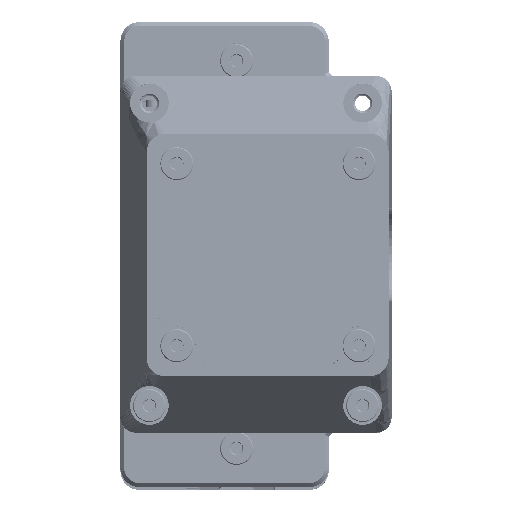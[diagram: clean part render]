
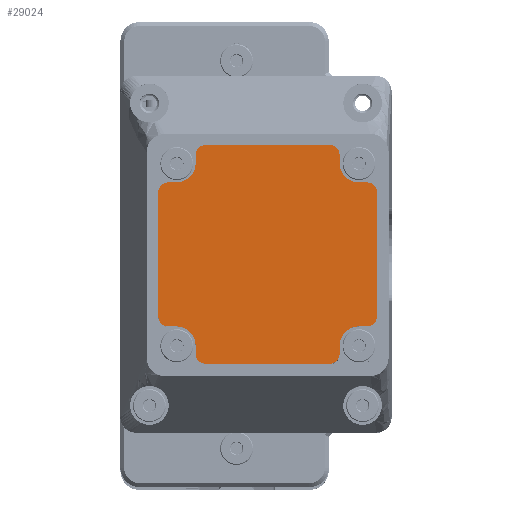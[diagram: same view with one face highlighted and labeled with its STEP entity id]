
A CAD part, top view. The second image highlights one B-rep face of the part: STEP entity #29024.
In plain terms, the highlighted face is planar.
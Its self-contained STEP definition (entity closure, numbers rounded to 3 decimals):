
#2174=PLANE('',#31357);
#3502=FACE_OUTER_BOUND('',#5311,.T.);
#5311=EDGE_LOOP('',(#24311,#24312,#24313,#24314,#24315,#24316,#24317,#24318,
#24319,#24320,#24321,#24322,#24323,#24324,#24325,#24326,#24327,#24328,#24329,
#24330,#24331,#24332,#24333,#24334));
#8070=LINE('',#48320,#10951);
#8071=LINE('',#48324,#10952);
#8072=LINE('',#48328,#10953);
#8073=LINE('',#48332,#10954);
#8074=LINE('',#48336,#10955);
#8075=LINE('',#48340,#10956);
#8076=LINE('',#48344,#10957);
#8077=LINE('',#48348,#10958);
#8078=LINE('',#48352,#10959);
#8079=LINE('',#48356,#10960);
#8080=LINE('',#48360,#10961);
#8081=LINE('',#48363,#10962);
#10951=VECTOR('',#37133,1000.);
#10952=VECTOR('',#37136,1000.);
#10953=VECTOR('',#37139,1000.);
#10954=VECTOR('',#37142,1000.);
#10955=VECTOR('',#37145,1000.);
#10956=VECTOR('',#37148,1000.);
#10957=VECTOR('',#37151,1000.);
#10958=VECTOR('',#37154,1000.);
#10959=VECTOR('',#37157,1000.);
#10960=VECTOR('',#37160,1000.);
#10961=VECTOR('',#37163,1000.);
#10962=VECTOR('',#37166,1000.);
#12417=CIRCLE('',#31358,2.5);
#12418=CIRCLE('',#31359,5.);
#12419=CIRCLE('',#31360,2.5);
#12420=CIRCLE('',#31361,2.5);
#12421=CIRCLE('',#31362,5.);
#12422=CIRCLE('',#31363,2.5);
#12423=CIRCLE('',#31364,2.5);
#12424=CIRCLE('',#31365,5.);
#12425=CIRCLE('',#31366,2.5);
#12426=CIRCLE('',#31367,2.5);
#12427=CIRCLE('',#31368,5.);
#12428=CIRCLE('',#31369,2.5);
#14417=VERTEX_POINT('',#48316);
#14418=VERTEX_POINT('',#48317);
#14419=VERTEX_POINT('',#48319);
#14420=VERTEX_POINT('',#48321);
#14421=VERTEX_POINT('',#48323);
#14422=VERTEX_POINT('',#48325);
#14423=VERTEX_POINT('',#48327);
#14424=VERTEX_POINT('',#48329);
#14425=VERTEX_POINT('',#48331);
#14426=VERTEX_POINT('',#48333);
#14427=VERTEX_POINT('',#48335);
#14428=VERTEX_POINT('',#48337);
#14429=VERTEX_POINT('',#48339);
#14430=VERTEX_POINT('',#48341);
#14431=VERTEX_POINT('',#48343);
#14432=VERTEX_POINT('',#48345);
#14433=VERTEX_POINT('',#48347);
#14434=VERTEX_POINT('',#48349);
#14435=VERTEX_POINT('',#48351);
#14436=VERTEX_POINT('',#48353);
#14437=VERTEX_POINT('',#48355);
#14438=VERTEX_POINT('',#48357);
#14439=VERTEX_POINT('',#48359);
#14440=VERTEX_POINT('',#48361);
#17864=EDGE_CURVE('',#14417,#14418,#12417,.T.);
#17865=EDGE_CURVE('',#14418,#14419,#8070,.T.);
#17866=EDGE_CURVE('',#14419,#14420,#12418,.T.);
#17867=EDGE_CURVE('',#14420,#14421,#8071,.T.);
#17868=EDGE_CURVE('',#14421,#14422,#12419,.T.);
#17869=EDGE_CURVE('',#14422,#14423,#8072,.T.);
#17870=EDGE_CURVE('',#14423,#14424,#12420,.T.);
#17871=EDGE_CURVE('',#14424,#14425,#8073,.T.);
#17872=EDGE_CURVE('',#14425,#14426,#12421,.T.);
#17873=EDGE_CURVE('',#14426,#14427,#8074,.T.);
#17874=EDGE_CURVE('',#14427,#14428,#12422,.T.);
#17875=EDGE_CURVE('',#14428,#14429,#8075,.T.);
#17876=EDGE_CURVE('',#14429,#14430,#12423,.T.);
#17877=EDGE_CURVE('',#14430,#14431,#8076,.T.);
#17878=EDGE_CURVE('',#14431,#14432,#12424,.T.);
#17879=EDGE_CURVE('',#14432,#14433,#8077,.T.);
#17880=EDGE_CURVE('',#14433,#14434,#12425,.T.);
#17881=EDGE_CURVE('',#14434,#14435,#8078,.T.);
#17882=EDGE_CURVE('',#14435,#14436,#12426,.T.);
#17883=EDGE_CURVE('',#14436,#14437,#8079,.T.);
#17884=EDGE_CURVE('',#14437,#14438,#12427,.T.);
#17885=EDGE_CURVE('',#14438,#14439,#8080,.T.);
#17886=EDGE_CURVE('',#14439,#14440,#12428,.T.);
#17887=EDGE_CURVE('',#14440,#14417,#8081,.T.);
#24311=ORIENTED_EDGE('',*,*,#17864,.T.);
#24312=ORIENTED_EDGE('',*,*,#17865,.T.);
#24313=ORIENTED_EDGE('',*,*,#17866,.T.);
#24314=ORIENTED_EDGE('',*,*,#17867,.T.);
#24315=ORIENTED_EDGE('',*,*,#17868,.T.);
#24316=ORIENTED_EDGE('',*,*,#17869,.T.);
#24317=ORIENTED_EDGE('',*,*,#17870,.T.);
#24318=ORIENTED_EDGE('',*,*,#17871,.T.);
#24319=ORIENTED_EDGE('',*,*,#17872,.T.);
#24320=ORIENTED_EDGE('',*,*,#17873,.T.);
#24321=ORIENTED_EDGE('',*,*,#17874,.T.);
#24322=ORIENTED_EDGE('',*,*,#17875,.T.);
#24323=ORIENTED_EDGE('',*,*,#17876,.T.);
#24324=ORIENTED_EDGE('',*,*,#17877,.T.);
#24325=ORIENTED_EDGE('',*,*,#17878,.T.);
#24326=ORIENTED_EDGE('',*,*,#17879,.T.);
#24327=ORIENTED_EDGE('',*,*,#17880,.T.);
#24328=ORIENTED_EDGE('',*,*,#17881,.T.);
#24329=ORIENTED_EDGE('',*,*,#17882,.T.);
#24330=ORIENTED_EDGE('',*,*,#17883,.T.);
#24331=ORIENTED_EDGE('',*,*,#17884,.T.);
#24332=ORIENTED_EDGE('',*,*,#17885,.T.);
#24333=ORIENTED_EDGE('',*,*,#17886,.T.);
#24334=ORIENTED_EDGE('',*,*,#17887,.T.);
#29024=ADVANCED_FACE('',(#3502),#2174,.F.);
#31357=AXIS2_PLACEMENT_3D('',#48315,#37129,#37130);
#31358=AXIS2_PLACEMENT_3D('',#48318,#37131,#37132);
#31359=AXIS2_PLACEMENT_3D('',#48322,#37134,#37135);
#31360=AXIS2_PLACEMENT_3D('',#48326,#37137,#37138);
#31361=AXIS2_PLACEMENT_3D('',#48330,#37140,#37141);
#31362=AXIS2_PLACEMENT_3D('',#48334,#37143,#37144);
#31363=AXIS2_PLACEMENT_3D('',#48338,#37146,#37147);
#31364=AXIS2_PLACEMENT_3D('',#48342,#37149,#37150);
#31365=AXIS2_PLACEMENT_3D('',#48346,#37152,#37153);
#31366=AXIS2_PLACEMENT_3D('',#48350,#37155,#37156);
#31367=AXIS2_PLACEMENT_3D('',#48354,#37158,#37159);
#31368=AXIS2_PLACEMENT_3D('',#48358,#37161,#37162);
#31369=AXIS2_PLACEMENT_3D('',#48362,#37164,#37165);
#37129=DIRECTION('center_axis',(0.,0.,1.));
#37130=DIRECTION('ref_axis',(1.,0.,0.));
#37131=DIRECTION('center_axis',(0.,0.,-1.));
#37132=DIRECTION('ref_axis',(1.,0.,0.));
#37133=DIRECTION('',(0.,-1.,0.));
#37134=DIRECTION('center_axis',(0.,0.,1.));
#37135=DIRECTION('ref_axis',(-1.,0.,0.));
#37136=DIRECTION('',(1.,0.,0.));
#37137=DIRECTION('center_axis',(0.,0.,-1.));
#37138=DIRECTION('ref_axis',(-1.,0.,0.));
#37139=DIRECTION('',(0.,-1.,0.));
#37140=DIRECTION('center_axis',(0.,0.,-1.));
#37141=DIRECTION('ref_axis',(1.,0.,0.));
#37142=DIRECTION('',(-1.,0.,0.));
#37143=DIRECTION('center_axis',(0.,0.,1.));
#37144=DIRECTION('ref_axis',(1.,0.,0.));
#37145=DIRECTION('',(0.,-1.,0.));
#37146=DIRECTION('center_axis',(0.,0.,-1.));
#37147=DIRECTION('ref_axis',(-1.,0.,0.));
#37148=DIRECTION('',(-1.,0.,0.));
#37149=DIRECTION('center_axis',(0.,0.,-1.));
#37150=DIRECTION('ref_axis',(1.,0.,0.));
#37151=DIRECTION('',(0.,1.,0.));
#37152=DIRECTION('center_axis',(0.,0.,1.));
#37153=DIRECTION('ref_axis',(-1.,0.,0.));
#37154=DIRECTION('',(-1.,0.,0.));
#37155=DIRECTION('center_axis',(0.,0.,-1.));
#37156=DIRECTION('ref_axis',(-1.,0.,0.));
#37157=DIRECTION('',(0.,1.,0.));
#37158=DIRECTION('center_axis',(0.,0.,-1.));
#37159=DIRECTION('ref_axis',(1.,0.,0.));
#37160=DIRECTION('',(1.,0.,0.));
#37161=DIRECTION('center_axis',(0.,0.,1.));
#37162=DIRECTION('ref_axis',(1.,0.,0.));
#37163=DIRECTION('',(0.,1.,0.));
#37164=DIRECTION('center_axis',(0.,0.,-1.));
#37165=DIRECTION('ref_axis',(-1.,0.,0.));
#37166=DIRECTION('',(1.,0.,0.));
#48315=CARTESIAN_POINT('Origin',(16.07,25.7,-86.));
#48316=CARTESIAN_POINT('',(16.07,28.2,-86.));
#48317=CARTESIAN_POINT('',(18.57,25.7,-86.));
#48318=CARTESIAN_POINT('Origin',(16.07,25.7,-86.));
#48319=CARTESIAN_POINT('',(18.57,23.57,-86.));
#48320=CARTESIAN_POINT('',(18.57,23.57,-86.));
#48321=CARTESIAN_POINT('',(23.57,18.57,-86.));
#48322=CARTESIAN_POINT('Origin',(23.57,23.57,-86.));
#48323=CARTESIAN_POINT('',(25.7,18.57,-86.));
#48324=CARTESIAN_POINT('',(23.57,18.57,-86.));
#48325=CARTESIAN_POINT('',(28.2,16.07,-86.));
#48326=CARTESIAN_POINT('Origin',(25.7,16.07,-86.));
#48327=CARTESIAN_POINT('',(28.2,-16.07,-86.));
#48328=CARTESIAN_POINT('',(28.2,16.07,-86.));
#48329=CARTESIAN_POINT('',(25.7,-18.57,-86.));
#48330=CARTESIAN_POINT('Origin',(25.7,-16.07,-86.));
#48331=CARTESIAN_POINT('',(23.57,-18.57,-86.));
#48332=CARTESIAN_POINT('',(23.57,-18.57,-86.));
#48333=CARTESIAN_POINT('',(18.57,-23.57,-86.));
#48334=CARTESIAN_POINT('Origin',(23.57,-23.57,-86.));
#48335=CARTESIAN_POINT('',(18.57,-25.7,-86.));
#48336=CARTESIAN_POINT('',(18.57,-23.57,-86.));
#48337=CARTESIAN_POINT('',(16.07,-28.2,-86.));
#48338=CARTESIAN_POINT('Origin',(16.07,-25.7,-86.));
#48339=CARTESIAN_POINT('',(-16.07,-28.2,-86.));
#48340=CARTESIAN_POINT('',(-16.07,-28.2,-86.));
#48341=CARTESIAN_POINT('',(-18.57,-25.7,-86.));
#48342=CARTESIAN_POINT('Origin',(-16.07,-25.7,-86.));
#48343=CARTESIAN_POINT('',(-18.57,-23.57,-86.));
#48344=CARTESIAN_POINT('',(-18.57,-23.57,-86.));
#48345=CARTESIAN_POINT('',(-23.57,-18.57,-86.));
#48346=CARTESIAN_POINT('Origin',(-23.57,-23.57,-86.));
#48347=CARTESIAN_POINT('',(-25.7,-18.57,-86.));
#48348=CARTESIAN_POINT('',(-23.57,-18.57,-86.));
#48349=CARTESIAN_POINT('',(-28.2,-16.07,-86.));
#48350=CARTESIAN_POINT('Origin',(-25.7,-16.07,-86.));
#48351=CARTESIAN_POINT('',(-28.2,16.07,-86.));
#48352=CARTESIAN_POINT('',(-28.2,16.07,-86.));
#48353=CARTESIAN_POINT('',(-25.7,18.57,-86.));
#48354=CARTESIAN_POINT('Origin',(-25.7,16.07,-86.));
#48355=CARTESIAN_POINT('',(-23.57,18.57,-86.));
#48356=CARTESIAN_POINT('',(-23.57,18.57,-86.));
#48357=CARTESIAN_POINT('',(-18.57,23.57,-86.));
#48358=CARTESIAN_POINT('Origin',(-23.57,23.57,-86.));
#48359=CARTESIAN_POINT('',(-18.57,25.7,-86.));
#48360=CARTESIAN_POINT('',(-18.57,23.57,-86.));
#48361=CARTESIAN_POINT('',(-16.07,28.2,-86.));
#48362=CARTESIAN_POINT('Origin',(-16.07,25.7,-86.));
#48363=CARTESIAN_POINT('',(-16.07,28.2,-86.));
